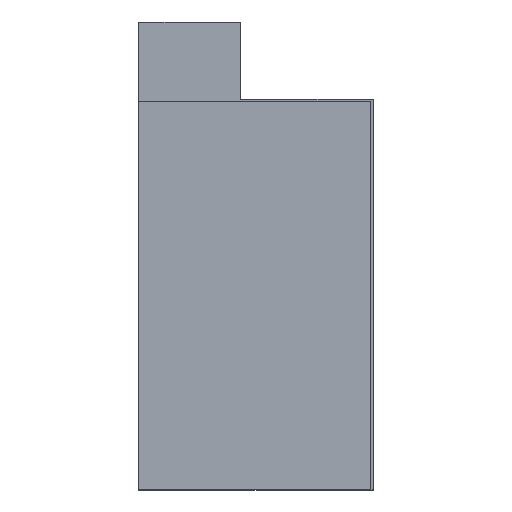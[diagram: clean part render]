
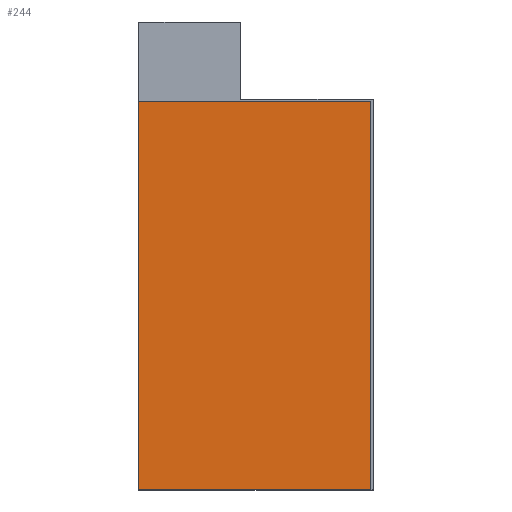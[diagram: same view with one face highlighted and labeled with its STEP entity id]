
A CAD part, top view. The second image highlights one B-rep face of the part: STEP entity #244.
In plain terms, the highlighted planar face has unit normal (0, 0, 1).
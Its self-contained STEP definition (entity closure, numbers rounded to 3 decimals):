
#53=DIRECTION('',(0.,-1.,0.));
#54=VECTOR('',#53,24.85);
#55=CARTESIAN_POINT('',(0.,24.85,0.1));
#56=LINE('',#55,#54);
#57=DIRECTION('',(-1.,0.,0.));
#58=VECTOR('',#57,14.85);
#59=CARTESIAN_POINT('',(14.85,24.85,0.1));
#60=LINE('',#59,#58);
#61=DIRECTION('',(0.,1.,0.));
#62=VECTOR('',#61,24.85);
#63=CARTESIAN_POINT('',(14.85,0.,0.1));
#64=LINE('',#63,#62);
#65=DIRECTION('',(1.,0.,0.));
#66=VECTOR('',#65,14.85);
#67=CARTESIAN_POINT('',(0.,0.,0.1));
#68=LINE('',#67,#66);
#131=CARTESIAN_POINT('',(0.,24.85,0.1));
#132=CARTESIAN_POINT('',(0.,0.,0.1));
#133=VERTEX_POINT('',#131);
#134=VERTEX_POINT('',#132);
#135=CARTESIAN_POINT('',(14.85,0.,0.1));
#136=VERTEX_POINT('',#135);
#137=CARTESIAN_POINT('',(14.85,24.85,0.1));
#138=VERTEX_POINT('',#137);
#233=CARTESIAN_POINT('',(0.,0.,0.1));
#234=DIRECTION('',(0.,0.,1.));
#235=DIRECTION('',(1.,0.,0.));
#236=AXIS2_PLACEMENT_3D('',#233,#234,#235);
#237=PLANE('',#236);
#238=ORIENTED_EDGE('',*,*,#210,.F.);
#239=ORIENTED_EDGE('',*,*,#227,.F.);
#240=ORIENTED_EDGE('',*,*,#177,.F.);
#241=ORIENTED_EDGE('',*,*,#191,.F.);
#242=EDGE_LOOP('',(#238,#239,#240,#241));
#243=FACE_OUTER_BOUND('',#242,.F.);
#244=ADVANCED_FACE('',(#243),#237,.T.);
#177=EDGE_CURVE('',#136,#138,#64,.T.);
#191=EDGE_CURVE('',#134,#136,#68,.T.);
#210=EDGE_CURVE('',#133,#134,#56,.T.);
#227=EDGE_CURVE('',#138,#133,#60,.T.);
